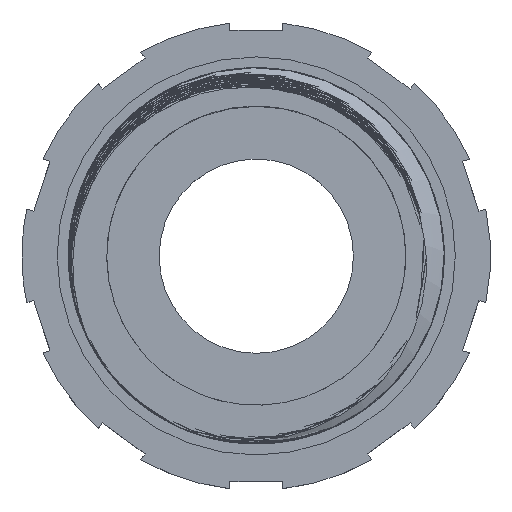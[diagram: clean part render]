
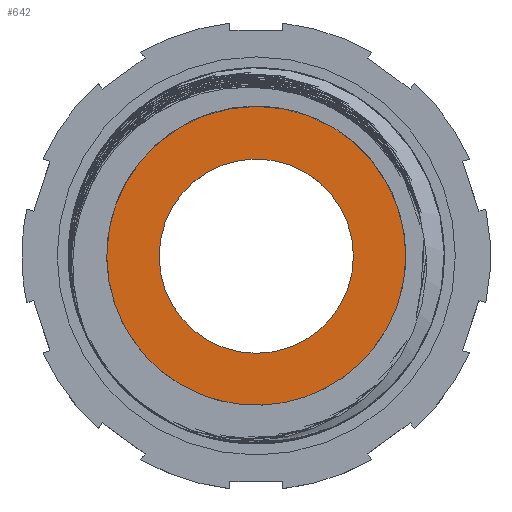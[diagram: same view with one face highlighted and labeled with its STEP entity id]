
A CAD part, top view. The second image highlights one B-rep face of the part: STEP entity #642.
In plain terms, the highlighted planar face has unit normal (0, 0, 1).
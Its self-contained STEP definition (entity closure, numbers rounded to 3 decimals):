
#237 = VERTEX_POINT('',#238);
#238 = CARTESIAN_POINT('',(-5.521,0.,5.5));
#244 = EDGE_CURVE('',#237,#237,#245,.T.);
#245 = CIRCLE('',#246,5.521);
#246 = AXIS2_PLACEMENT_3D('',#247,#248,#249);
#247 = CARTESIAN_POINT('',(0.,0.,5.5));
#248 = DIRECTION('',(0.,0.,1.));
#249 = DIRECTION('',(-1.,0.,0.));
#642 = ADVANCED_FACE('',(#643,#654),#657,.T.);
#643 = FACE_BOUND('',#644,.T.);
#644 = EDGE_LOOP('',(#645));
#645 = ORIENTED_EDGE('',*,*,#646,.T.);
#646 = EDGE_CURVE('',#647,#647,#649,.T.);
#647 = VERTEX_POINT('',#648);
#648 = CARTESIAN_POINT('',(-8.512,0.,5.5));
#649 = CIRCLE('',#650,8.512);
#650 = AXIS2_PLACEMENT_3D('',#651,#652,#653);
#651 = CARTESIAN_POINT('',(0.,0.,5.5));
#652 = DIRECTION('',(0.,0.,1.));
#653 = DIRECTION('',(-1.,0.,0.));
#654 = FACE_BOUND('',#655,.T.);
#655 = EDGE_LOOP('',(#656));
#656 = ORIENTED_EDGE('',*,*,#244,.F.);
#657 = PLANE('',#658);
#658 = AXIS2_PLACEMENT_3D('',#659,#660,#661);
#659 = CARTESIAN_POINT('',(0.,0.,5.5));
#660 = DIRECTION('',(0.,0.,1.));
#661 = DIRECTION('',(-1.,0.,0.));
